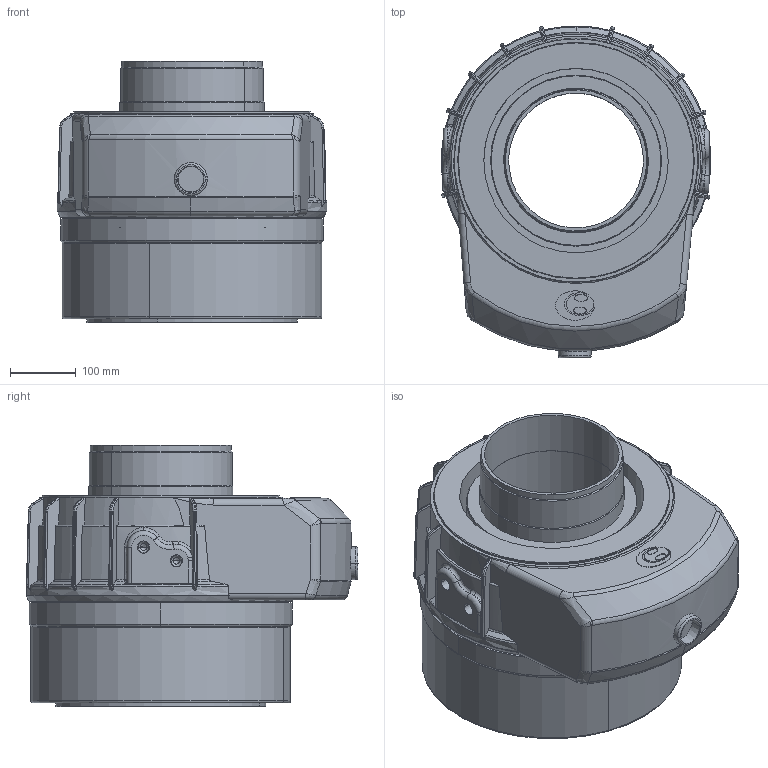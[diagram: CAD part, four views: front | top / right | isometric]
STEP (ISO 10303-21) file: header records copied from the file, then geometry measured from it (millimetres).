
FILE_DESCRIPTION (( 'STEP AP203' ), '1' );
FILE_NAME ('CF-TK-2820.STEP', '2022-06-22T06:14:13', ( '' ), ( '' ), 'SwSTEP 2.0', 'SolidWorks 2016', '' );
FILE_SCHEMA (( 'CONFIG_CONTROL_DESIGN' ));
Length unit declared in the file: metre
Products named in the file (5): CF-TK-2820; TK-2820閥軸; TK-2820罩殼; TK-2820活塞; TK-2820缸體
Assembly tree (4 placements, depth 2):
  CF-TK-2820
    TK-2820閥軸
    TK-2820罩殼
    TK-2820活塞
    TK-2820缸體
Bounding box: 409.79 x 505.06 x 398 mm (x, y, z)
Volume: 28838929 mm3; surface area: 2254890.1 mm2
Topology: 4 solids, 4 shells, 865 faces, 2136 edges, 1289 vertices
Faces by surface type: cylinder 351, cone 173, plane 169, torus 115, bspline 57
Entity records: 29650 total; most frequent: CARTESIAN_POINT 9187, DIRECTION 4319, ORIENTED_EDGE 4128, EDGE_CURVE 2064, AXIS2_PLACEMENT_3D 1838, VERTEX_POINT 1289, CIRCLE 1023, EDGE_LOOP 987
